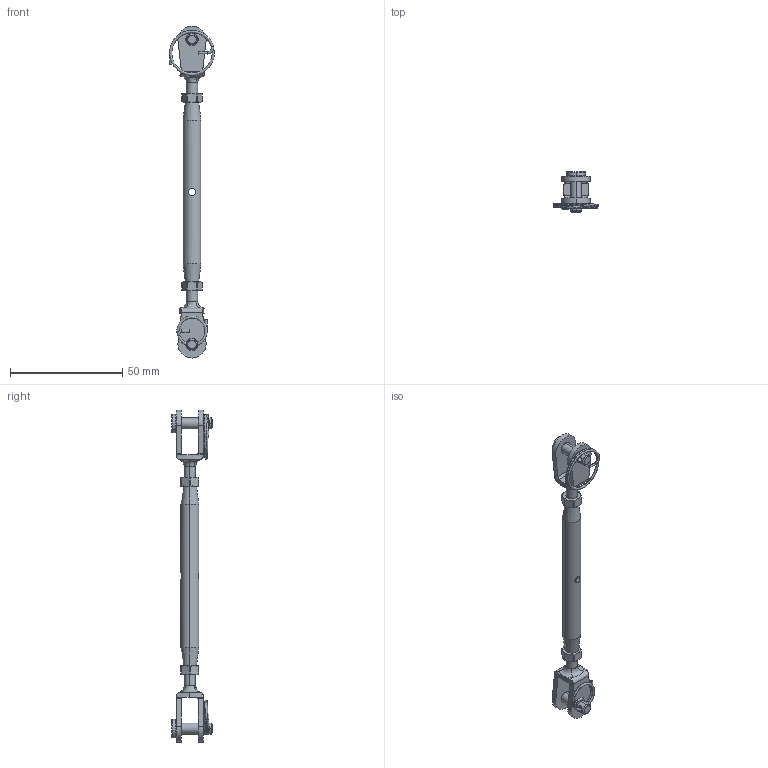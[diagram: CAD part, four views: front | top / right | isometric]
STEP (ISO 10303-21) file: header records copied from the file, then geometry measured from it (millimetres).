
FILE_DESCRIPTION (( 'STEP AP203' ), '1' );
FILE_NAME ('100040005.STEP', '2018-03-16T08:20:19', ( '' ), ( '' ), 'SwSTEP 2.0', 'SolidWorks 2015', '' );
FILE_SCHEMA (( 'CONFIG_CONTROL_DESIGN' ));
Length unit declared in the file: millimetre
Products named in the file (12): 10004000X Rechtsgewinde_100058005; 10004000X Linksgewinde_100059005; 10004000X Teil1_100040005 Teil1; 10004000X Teil7_100059005 Teil2; 100040005; DIN 934 M4-M20_58321-240-5-L; 10004000X Teil6_100059005 Teil2; 10005800X Teil1_100058005 Teil1; 10005800X Teil3_100059008 Teil2; 10004000X Teil5_100059005 Teil1; DIN 934 M4-M20_58321-240-5; 10005800X Teil2_100058005 Teil2
Assembly tree (11 placements, depth 3):
  100040005
    10004000X Teil1_100040005 Teil1
    10004000X Rechtsgewinde_100058005
      10005800X Teil1_100058005 Teil1
      10005800X Teil2_100058005 Teil2
      10005800X Teil3_100059008 Teil2
      DIN 934 M4-M20_58321-240-5
    10004000X Linksgewinde_100059005
      10004000X Teil5_100059005 Teil1
      10004000X Teil6_100059005 Teil2
      10004000X Teil7_100059005 Teil2
      DIN 934 M4-M20_58321-240-5-L
Bounding box: 19.99 x 18 x 148.2 mm (x, y, z)
Volume: 7709.8 mm3; surface area: 9110.4 mm2
Topology: 9 solids, 9 shells, 456 faces, 1158 edges, 732 vertices
Faces by surface type: plane 135, bspline 130, cylinder 121, cone 56, torus 14
Entity records: 28990 total; most frequent: CARTESIAN_POINT 17738, ORIENTED_EDGE 2316, DIRECTION 1694, EDGE_CURVE 1158, VERTEX_POINT 732, AXIS2_PLACEMENT_3D 618, EDGE_LOOP 490, VECTOR 458
